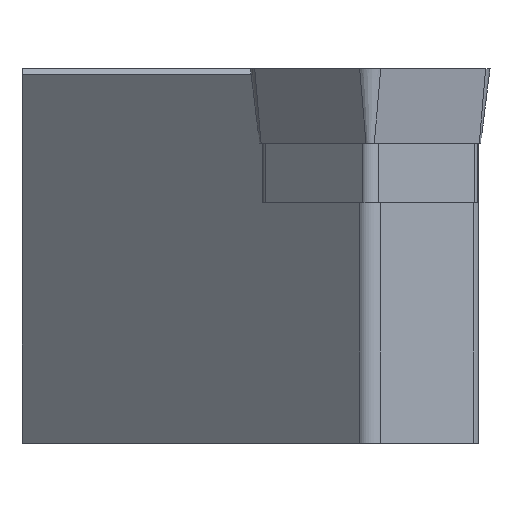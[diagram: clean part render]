
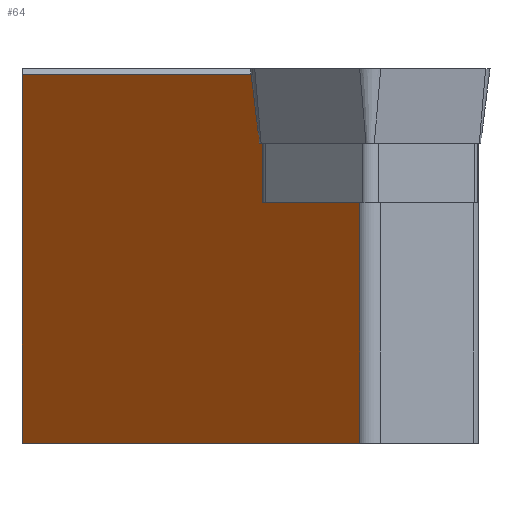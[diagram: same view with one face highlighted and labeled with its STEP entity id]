
A CAD part, left-side view. The second image highlights one B-rep face of the part: STEP entity #64.
In plain terms, the highlighted planar face has unit normal (-0.707, 0.707, 0).
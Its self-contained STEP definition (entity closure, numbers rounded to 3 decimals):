
#64=ADVANCED_FACE('',(#121),#92,.F.);
#92=PLANE('',#672);
#121=FACE_OUTER_BOUND('',#154,.T.);
#154=EDGE_LOOP('',(#364,#365,#366,#367,#368,#369,#370,#371));
#179=LINE('',#892,#246);
#181=LINE('',#901,#248);
#187=LINE('',#916,#254);
#196=LINE('',#940,#263);
#197=LINE('',#944,#264);
#198=LINE('',#946,#265);
#199=LINE('',#948,#266);
#200=LINE('',#950,#267);
#246=VECTOR('',#715,1.);
#248=VECTOR('',#723,1.);
#254=VECTOR('',#737,1.);
#263=VECTOR('',#764,1.);
#264=VECTOR('',#769,1.);
#265=VECTOR('',#770,1.);
#266=VECTOR('',#771,1.);
#267=VECTOR('',#772,1.);
#364=ORIENTED_EDGE('',*,*,#573,.T.);
#365=ORIENTED_EDGE('',*,*,#549,.T.);
#366=ORIENTED_EDGE('',*,*,#553,.F.);
#367=ORIENTED_EDGE('',*,*,#561,.F.);
#368=ORIENTED_EDGE('',*,*,#575,.F.);
#369=ORIENTED_EDGE('',*,*,#576,.F.);
#370=ORIENTED_EDGE('',*,*,#577,.F.);
#371=ORIENTED_EDGE('',*,*,#578,.F.);
#491=VERTEX_POINT('',#891);
#492=VERTEX_POINT('',#893);
#494=VERTEX_POINT('',#899);
#500=VERTEX_POINT('',#915);
#507=VERTEX_POINT('',#941);
#508=VERTEX_POINT('',#945);
#509=VERTEX_POINT('',#947);
#510=VERTEX_POINT('',#949);
#549=EDGE_CURVE('',#492,#491,#179,.T.);
#553=EDGE_CURVE('',#494,#491,#181,.T.);
#561=EDGE_CURVE('',#500,#494,#187,.T.);
#573=EDGE_CURVE('',#507,#492,#196,.T.);
#575=EDGE_CURVE('',#508,#500,#197,.T.);
#576=EDGE_CURVE('',#509,#508,#198,.T.);
#577=EDGE_CURVE('',#510,#509,#199,.T.);
#578=EDGE_CURVE('',#507,#510,#200,.T.);
#672=AXIS2_PLACEMENT_3D('',#951,#773,#774);
#715=DIRECTION('',(0.707,0.707,0.));
#723=DIRECTION('',(0.,0.,-1.));
#737=DIRECTION('',(0.707,0.707,0.));
#764=DIRECTION('',(0.,0.,1.));
#769=DIRECTION('',(-0.086,-0.086,-0.993));
#770=DIRECTION('',(-0.707,-0.707,0.));
#771=DIRECTION('',(0.,0.,1.));
#772=DIRECTION('',(0.707,0.707,0.));
#773=DIRECTION('',(0.707,-0.707,0.));
#774=DIRECTION('',(0.707,0.707,0.));
#891=CARTESIAN_POINT('',(7.069,-12.835,-7.15));
#892=CARTESIAN_POINT('',(6.752,-13.151,-7.15));
#893=CARTESIAN_POINT('',(1.873,-18.03,-7.15));
#899=CARTESIAN_POINT('',(7.069,-12.835,-3.97));
#901=CARTESIAN_POINT('',(7.069,-12.835,-3.97));
#915=CARTESIAN_POINT('',(7.044,-12.859,-3.97));
#916=CARTESIAN_POINT('',(6.752,-13.151,-3.97));
#940=CARTESIAN_POINT('',(1.873,-18.03,-30.));
#941=CARTESIAN_POINT('',(1.873,-18.03,-20.));
#944=CARTESIAN_POINT('',(4.741,-15.163,-30.498));
#945=CARTESIAN_POINT('',(7.363,-12.541,-0.3));
#946=CARTESIAN_POINT('',(1.873,-18.03,-0.3));
#947=CARTESIAN_POINT('',(19.904,0.,-0.3));
#948=CARTESIAN_POINT('',(19.904,0.,-30.));
#949=CARTESIAN_POINT('',(19.904,0.,-20.));
#950=CARTESIAN_POINT('',(1.873,-18.03,-20.));
#951=CARTESIAN_POINT('',(1.873,-18.03,-30.));
